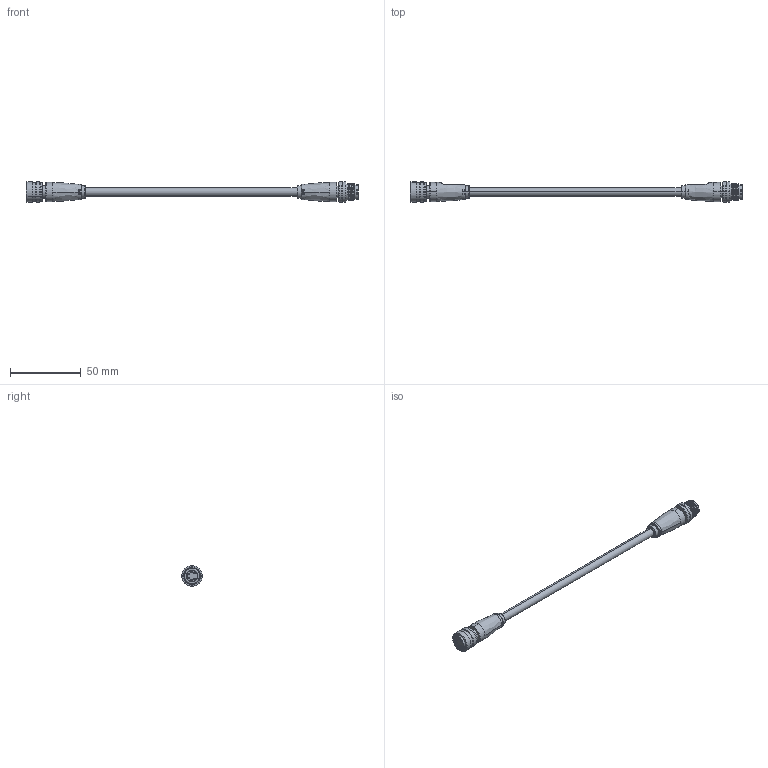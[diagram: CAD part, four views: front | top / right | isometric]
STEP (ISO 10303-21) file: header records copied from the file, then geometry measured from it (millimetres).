
FILE_DESCRIPTION (( 'STEP AP203' ), '1' );
FILE_NAME ('10-04525__revA.STEP', '2022-01-14T19:46:31', ( '' ), ( '' ), 'SwSTEP 2.0', 'SolidWorks 2021', '' );
FILE_SCHEMA (( 'CONFIG_CONTROL_DESIGN' ));
Length unit declared in the file: millimetre
Products named in the file (12): 50-00954-04___; 50-00961-02_STEP; 50-00961_STEP; 50-00961-03___; 50-00961-01___; 10-04525__revA; 30-01675_blunt cut; 24-00349_Wire O6.8 mm; 50-00954_STEP; 50-00954-03___; 50-00954-01___; 50-00954-02_STEP
Assembly tree (22 placements, depth 3):
  10-04525__revA
    30-01675_blunt cut
    24-00349_Wire O6.8 mm  x2
    50-00954_STEP
      50-00954-01___
      50-00954-02_STEP
      50-00954-03___  x6
      50-00954-04___
    50-00961_STEP
      50-00961-01___
      50-00961-02_STEP
      50-00961-03___  x6
Bounding box: 235.2 x 14.5 x 14.5 mm (x, y, z)
Volume: 13655.6 mm3; surface area: 45860.7 mm2
Topology: 268 solids, 268 shells, 2653 faces, 5804 edges, 3751 vertices
Faces by surface type: cylinder 1380, plane 843, torus 176, bspline 129, cone 113, sphere 12
Entity records: 59214 total; most frequent: CARTESIAN_POINT 13794, DIRECTION 10023, ORIENTED_EDGE 8088, AXIS2_PLACEMENT_3D 4310, EDGE_CURVE 4044, VERTEX_POINT 2664, EDGE_LOOP 2504, CIRCLE 2403
